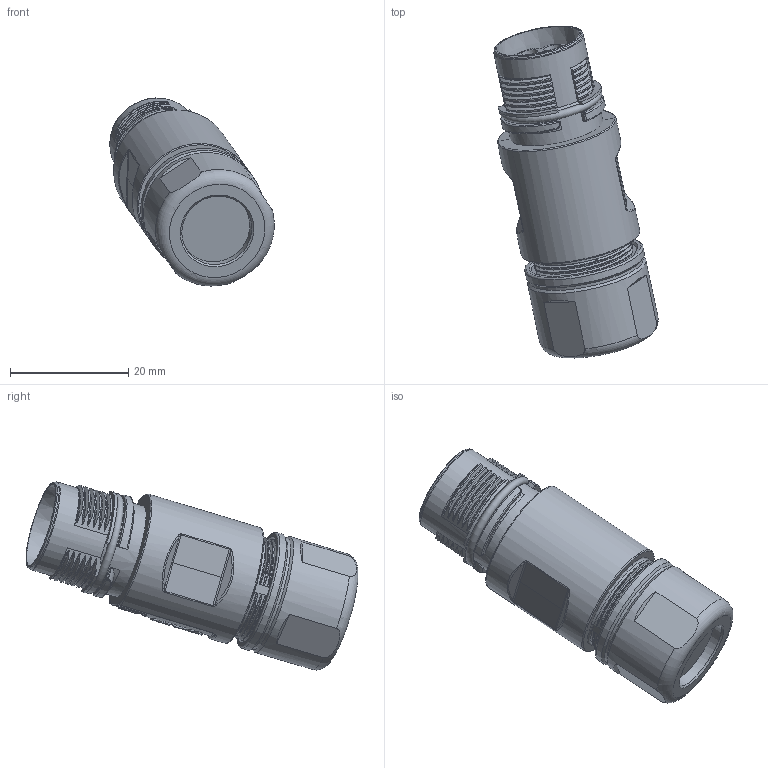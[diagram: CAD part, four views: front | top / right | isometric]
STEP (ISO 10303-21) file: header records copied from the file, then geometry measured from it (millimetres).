
FILE_DESCRIPTION(/* description */ (''),/* implementation_level */ '2;1');
FILE_NAME(/* name */ '3D_1650107102500_M17-MC010-CCT-D9.5-SH_V1.0_stp.stp',/* time_stamp */ '2023-12-15T10:22:38+08:00',/* author */ (''),/* organization */ (''),/* preprocessor_version */ 'ST-DEVELOPER v18.1',/* originating_system */ 'SIEMENS PLM Software NX 1980',/* authorisation */ '');
FILE_SCHEMA (('AUTOMOTIVE_DESIGN { 1 0 10303 214 3 1 1 1 }'));
Length unit declared in the file: millimetre
Products named in the file (1): 3D_1650107102500_M17-MC010-CCT-D9.5-SH_V1.0_stp
Bounding box: 27.88 x 56.26 x 31.87 mm (x, y, z)
Volume: 7 mm3; surface area: 5960 mm2
Topology: 4 solids, 5 shells, 718 faces, 1907 edges, 1232 vertices
Faces by surface type: cylinder 277, plane 240, cone 102, torus 52, bspline 27, sphere 12, extrusion 8
Full cylindrical faces by diameter (mm): 2.5 x2, 12.1 x1, 13.7 x1, 15.5 x1, 16 x1, 18.2 x1, 19.7 x1, 20.5 x3
Entity records: 27831 total; most frequent: CARTESIAN_POINT 12038, ORIENTED_EDGE 3714, DIRECTION 2529, EDGE_CURVE 1857, VERTEX_POINT 1216, B_SPLINE_CURVE_WITH_KNOTS 1011, AXIS2_PLACEMENT_3D 989, EDGE_LOOP 793
